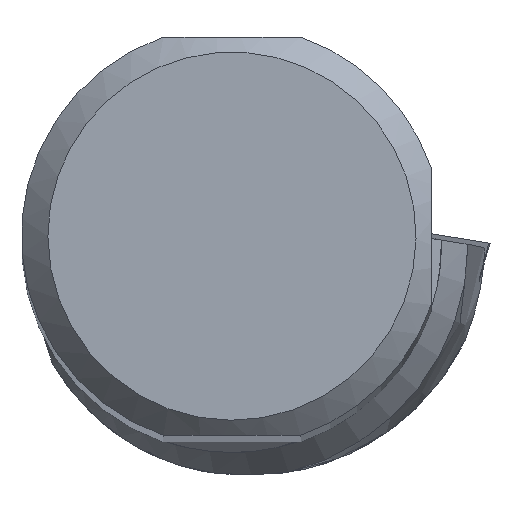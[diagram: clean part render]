
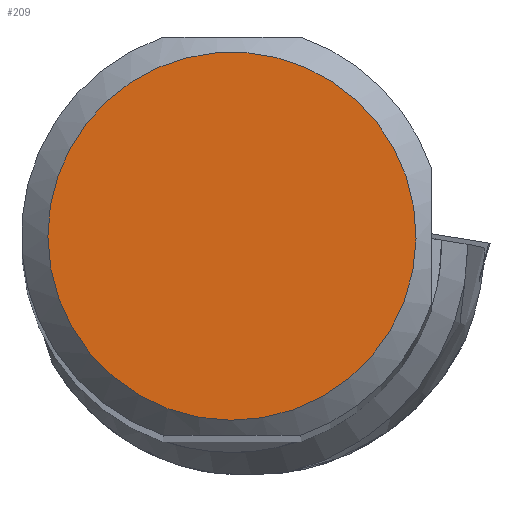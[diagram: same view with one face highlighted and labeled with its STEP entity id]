
A CAD part, top view. The second image highlights one B-rep face of the part: STEP entity #209.
In plain terms, the highlighted planar face has unit normal (0, 0, 1).
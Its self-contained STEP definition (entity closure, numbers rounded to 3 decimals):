
#170=FACE_OUTER_BOUND('',#389,.T.);
#209=ADVANCED_FACE('CU_SU_BP3',(#170),#237,.T.);
#237=PLANE('',#954);
#389=EDGE_LOOP('',(#537));
#537=ORIENTED_EDGE('',*,*,#777,.F.);
#686=VERTEX_POINT('',#1526);
#777=EDGE_CURVE('',#686,#686,#823,.T.);
#823=CIRCLE('',#953,13.864);
#953=AXIS2_PLACEMENT_3D('',#1525,#1140,#1141);
#954=AXIS2_PLACEMENT_3D('',#1527,#1142,#1143);
#1140=DIRECTION('',(0.,0.,-1.));
#1141=DIRECTION('',(-1.,0.,0.));
#1142=DIRECTION('',(0.,0.,1.));
#1143=DIRECTION('',(-1.,0.,0.));
#1525=CARTESIAN_POINT('',(0.,0.,0.));
#1526=CARTESIAN_POINT('',(-13.864,0.,0.));
#1527=CARTESIAN_POINT('',(0.,0.,
0.));
